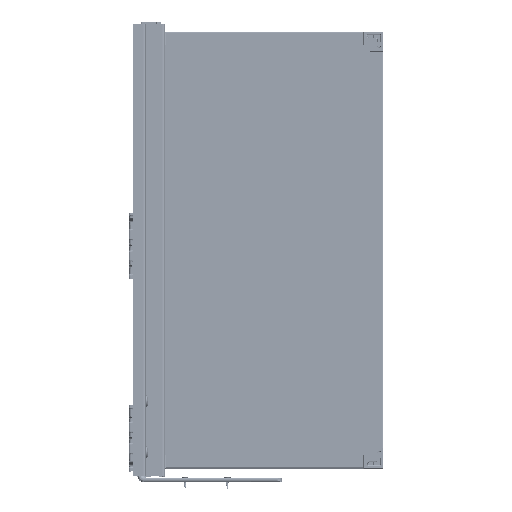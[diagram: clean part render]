
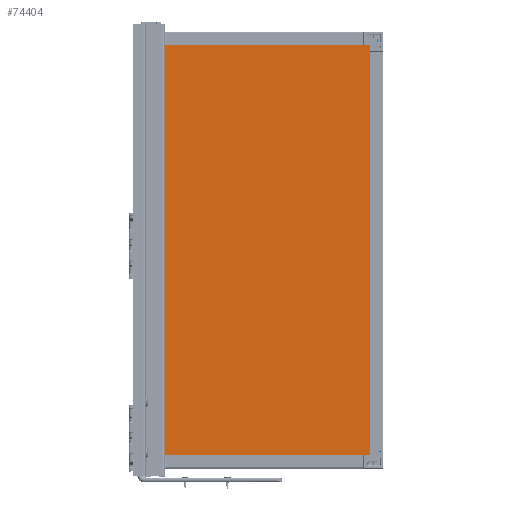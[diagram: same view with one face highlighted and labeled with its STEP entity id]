
A CAD part, top view. The second image highlights one B-rep face of the part: STEP entity #74404.
In plain terms, the highlighted face is planar.
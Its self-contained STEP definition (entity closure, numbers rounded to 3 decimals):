
#74289=DIRECTION('',(0.,0.,-1.));
#74290=VECTOR('',#74289,219.);
#74291=CARTESIAN_POINT('',(-208.5,5.4,109.5));
#74292=LINE('',#74291,#74290);
#74293=DIRECTION('',(1.,0.,0.));
#74294=VECTOR('',#74293,417.);
#74295=CARTESIAN_POINT('',(-208.5,5.4,-109.5));
#74296=LINE('',#74295,#74294);
#74297=DIRECTION('',(0.,0.,1.));
#74298=VECTOR('',#74297,219.);
#74299=CARTESIAN_POINT('',(208.5,5.4,-109.5));
#74300=LINE('',#74299,#74298);
#74301=DIRECTION('',(-1.,0.,0.));
#74302=VECTOR('',#74301,417.);
#74303=CARTESIAN_POINT('',(208.5,5.4,109.5));
#74304=LINE('',#74303,#74302);
#74313=CARTESIAN_POINT('',(-208.5,5.4,-109.5));
#74314=VERTEX_POINT('',#74313);
#74315=CARTESIAN_POINT('',(-208.5,5.4,109.5));
#74316=VERTEX_POINT('',#74315);
#74317=CARTESIAN_POINT('',(208.5,5.4,-109.5));
#74318=VERTEX_POINT('',#74317);
#74319=CARTESIAN_POINT('',(208.5,5.4,109.5));
#74320=VERTEX_POINT('',#74319);
#74393=CARTESIAN_POINT('',(0.,5.4,0.));
#74394=DIRECTION('',(0.,1.,0.));
#74395=DIRECTION('',(1.,0.,0.));
#74396=AXIS2_PLACEMENT_3D('',#74393,#74394,#74395);
#74397=PLANE('',#74396);
#74398=ORIENTED_EDGE('',*,*,#74345,.T.);
#74399=ORIENTED_EDGE('',*,*,#74360,.T.);
#74400=ORIENTED_EDGE('',*,*,#74374,.T.);
#74401=ORIENTED_EDGE('',*,*,#74387,.T.);
#74402=EDGE_LOOP('',(#74398,#74399,#74400,#74401));
#74403=FACE_OUTER_BOUND('',#74402,.F.);
#74345=EDGE_CURVE('',#74316,#74314,#74292,.T.);
#74360=EDGE_CURVE('',#74314,#74318,#74296,.T.);
#74374=EDGE_CURVE('',#74318,#74320,#74300,.T.);
#74387=EDGE_CURVE('',#74320,#74316,#74304,.T.);
#74404=ADVANCED_FACE('',(#74403),#74397,.T.);
